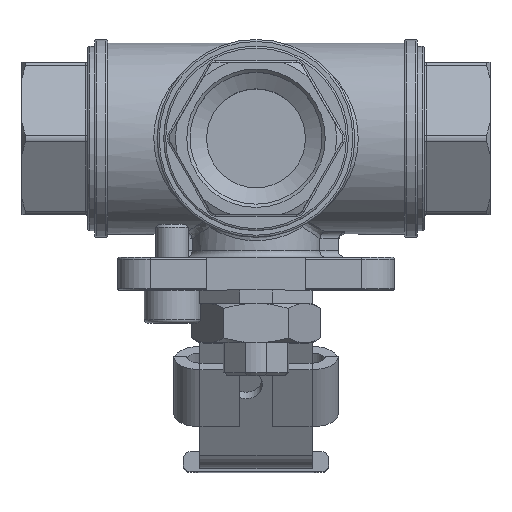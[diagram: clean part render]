
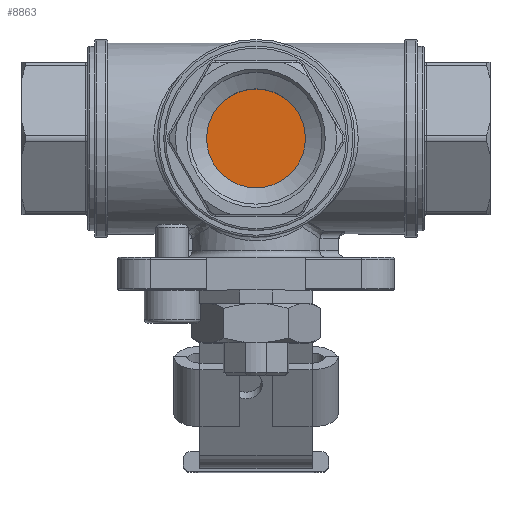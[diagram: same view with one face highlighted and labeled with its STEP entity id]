
A CAD part, top view. The second image highlights one B-rep face of the part: STEP entity #8863.
In plain terms, the highlighted planar face has unit normal (0, 0, 1).
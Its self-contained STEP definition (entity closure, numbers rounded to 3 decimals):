
#461=PLANE('',#9646);
#1283=FACE_OUTER_BOUND('',#1812,.T.);
#1812=EDGE_LOOP('',(#6647));
#3810=CIRCLE('',#9647,7.5);
#4249=VERTEX_POINT('',#13882);
#5153=EDGE_CURVE('',#4249,#4249,#3810,.T.);
#6647=ORIENTED_EDGE('',*,*,#5153,.F.);
#8863=ADVANCED_FACE('',(#1283),#461,.T.);
#9646=AXIS2_PLACEMENT_3D('',#13881,#10851,#10852);
#9647=AXIS2_PLACEMENT_3D('',#13883,#10853,#10854);
#10851=DIRECTION('center_axis',(0.,0.,1.));
#10852=DIRECTION('ref_axis',(1.,0.,0.));
#10853=DIRECTION('center_axis',(0.,0.,-1.));
#10854=DIRECTION('ref_axis',(1.,0.,0.));
#13881=CARTESIAN_POINT('Origin',(35.5,0.,13.5));
#13882=CARTESIAN_POINT('',(28.,0.,13.5));
#13883=CARTESIAN_POINT('Origin',(35.5,0.,13.5));
